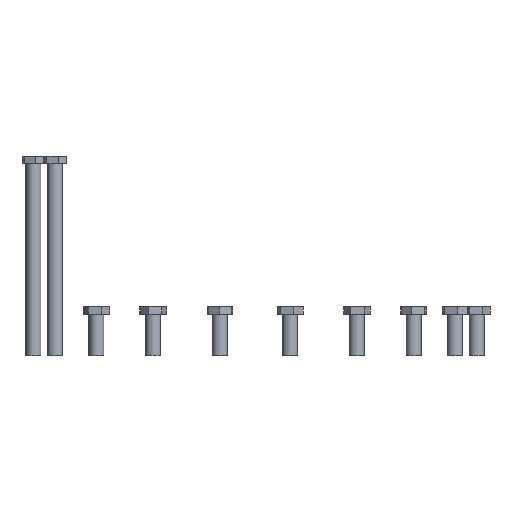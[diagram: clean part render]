
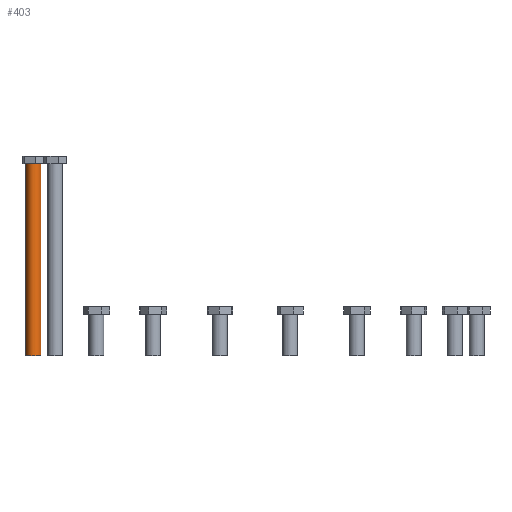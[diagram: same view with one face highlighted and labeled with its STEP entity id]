
A CAD part, left-side view. The second image highlights one B-rep face of the part: STEP entity #403.
In plain terms, the highlighted cylindrical face has radius 9.525 mm (diameter 19.05 mm), a full revolution.
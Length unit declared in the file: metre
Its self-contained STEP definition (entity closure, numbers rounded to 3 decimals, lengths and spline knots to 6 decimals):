
#403 = ADVANCED_FACE( '', ( #944, #945 ), #946, .T. );
#944 = FACE_OUTER_BOUND( '', #1686, .T. );
#945 = FACE_OUTER_BOUND( '', #1687, .T. );
#946 = CYLINDRICAL_SURFACE( '', #1688, 0.009525 );
#1686 = EDGE_LOOP( '', ( #2520 ) );
#1687 = EDGE_LOOP( '', ( #2521 ) );
#1688 = AXIS2_PLACEMENT_3D( '', #2522, #2523, #2524 );
#2520 = ORIENTED_EDGE( '', *, *, #3981, .F. );
#2521 = ORIENTED_EDGE( '', *, *, #3982, .T. );
#2522 = CARTESIAN_POINT( '', ( -0.044358, 0.278405, 0.602598 ) );
#2523 = DIRECTION( '', ( 0., 0., -1. ) );
#2524 = DIRECTION( '', ( 1., 0., 0. ) );
#3981 = EDGE_CURVE( '', #4714, #4714, #4715, .F. );
#3982 = EDGE_CURVE( '', #4716, #4716, #4717, .F. );
#4714 = VERTEX_POINT( '', #5724 );
#4715 = CIRCLE( '', #5725, 0.009525 );
#4716 = VERTEX_POINT( '', #5726 );
#4717 = CIRCLE( '', #5727, 0.009525 );
#5724 = CARTESIAN_POINT( '', ( -0.034833, 0.278405, 0.6026 ) );
#5725 = AXIS2_PLACEMENT_3D( '', #6686, #6687, #6688 );
#5726 = CARTESIAN_POINT( '', ( -0.034833, 0.278405, 0.8458 ) );
#5727 = AXIS2_PLACEMENT_3D( '', #6689, #6690, #6691 );
#6686 = CARTESIAN_POINT( '', ( -0.044358, 0.278405, 0.6026 ) );
#6687 = DIRECTION( '', ( 0., 0., 1. ) );
#6688 = DIRECTION( '', ( 1., 0., 0. ) );
#6689 = CARTESIAN_POINT( '', ( -0.044358, 0.278405, 0.8458 ) );
#6690 = DIRECTION( '', ( 0., 0., 1. ) );
#6691 = DIRECTION( '', ( 1., 0., 0. ) );
